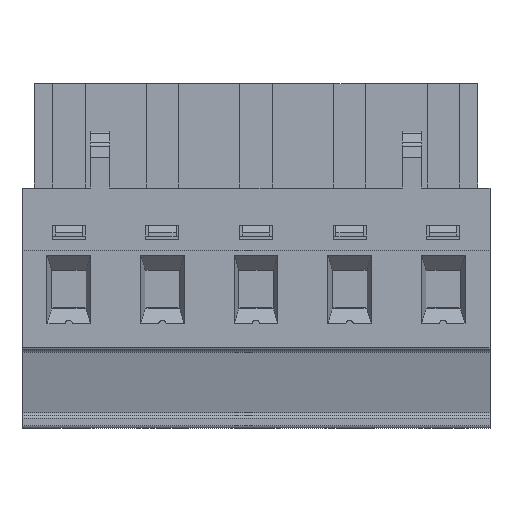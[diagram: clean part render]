
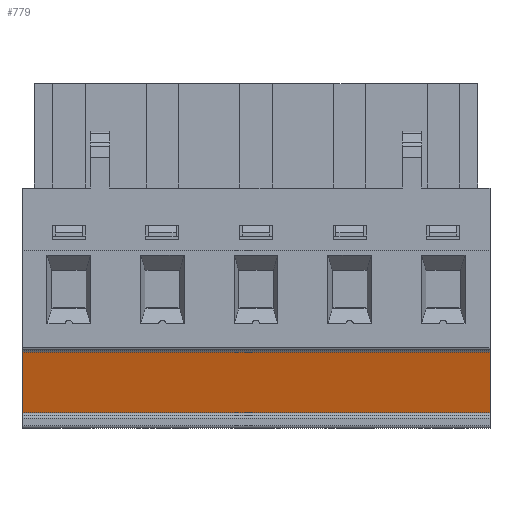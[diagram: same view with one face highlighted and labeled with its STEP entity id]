
A CAD part, left-side view. The second image highlights one B-rep face of the part: STEP entity #779.
In plain terms, the highlighted planar face has unit normal (-0.966, 0, -0.259).
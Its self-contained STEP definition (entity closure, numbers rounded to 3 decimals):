
#779 = ADVANCED_FACE( '', ( #1922 ), #1923, .F. );
#1922 = FACE_OUTER_BOUND( '', #3463, .T. );
#1923 = PLANE( '', #3464 );
#3463 = EDGE_LOOP( '', ( #5916, #5917, #5918, #5919 ) );
#3464 = AXIS2_PLACEMENT_3D( '', #5920, #5921, #5922 );
#5916 = ORIENTED_EDGE( '', *, *, #10027, .F. );
#5917 = ORIENTED_EDGE( '', *, *, #10028, .T. );
#5918 = ORIENTED_EDGE( '', *, *, #10029, .F. );
#5919 = ORIENTED_EDGE( '', *, *, #10030, .T. );
#5920 = CARTESIAN_POINT( '', ( -413.01, -996.162, -8.355 ) );
#5921 = DIRECTION( '', ( 0.966, 0., 0.259 ) );
#5922 = DIRECTION( '', ( 0., -1., 0. ) );
#10027 = EDGE_CURVE( '', #12447, #12448, #12449, .F. );
#10028 = EDGE_CURVE( '', #12447, #12450, #12451, .T. );
#10029 = EDGE_CURVE( '', #12452, #12450, #12453, .T. );
#10030 = EDGE_CURVE( '', #12452, #12448, #12454, .T. );
#12447 = VERTEX_POINT( '', #15813 );
#12448 = VERTEX_POINT( '', #15814 );
#12449 = LINE( '', #15815, #15816 );
#12450 = VERTEX_POINT( '', #15817 );
#12451 = LINE( '', #15818, #15819 );
#12452 = VERTEX_POINT( '', #15820 );
#12453 = LINE( '', #15821, #15822 );
#12454 = LINE( '', #15823, #15824 );
#15813 = CARTESIAN_POINT( '', ( -413.343, -1004.676, -7.113 ) );
#15814 = CARTESIAN_POINT( '', ( -413.343, -967.176, -7.113 ) );
#15815 = CARTESIAN_POINT( '', ( -413.343, -996.162, -7.113 ) );
#15816 = VECTOR( '', #18587, 1000. );
#15817 = CARTESIAN_POINT( '', ( -414.64, -1004.676, -2.274 ) );
#15818 = CARTESIAN_POINT( '', ( -416.657, -1004.676, 5.254 ) );
#15819 = VECTOR( '', #18588, 1000. );
#15820 = CARTESIAN_POINT( '', ( -414.64, -967.176, -2.274 ) );
#15821 = CARTESIAN_POINT( '', ( -414.64, -996.162, -2.274 ) );
#15822 = VECTOR( '', #18589, 1000. );
#15823 = CARTESIAN_POINT( '', ( -416.657, -967.176, 5.254 ) );
#15824 = VECTOR( '', #18590, 1000. );
#18587 = DIRECTION( '', ( 0., -1., 0. ) );
#18588 = DIRECTION( '', ( -0.259, 0., 0.966 ) );
#18589 = DIRECTION( '', ( 0., -1., 0. ) );
#18590 = DIRECTION( '', ( 0.259, 0., -0.966 ) );
